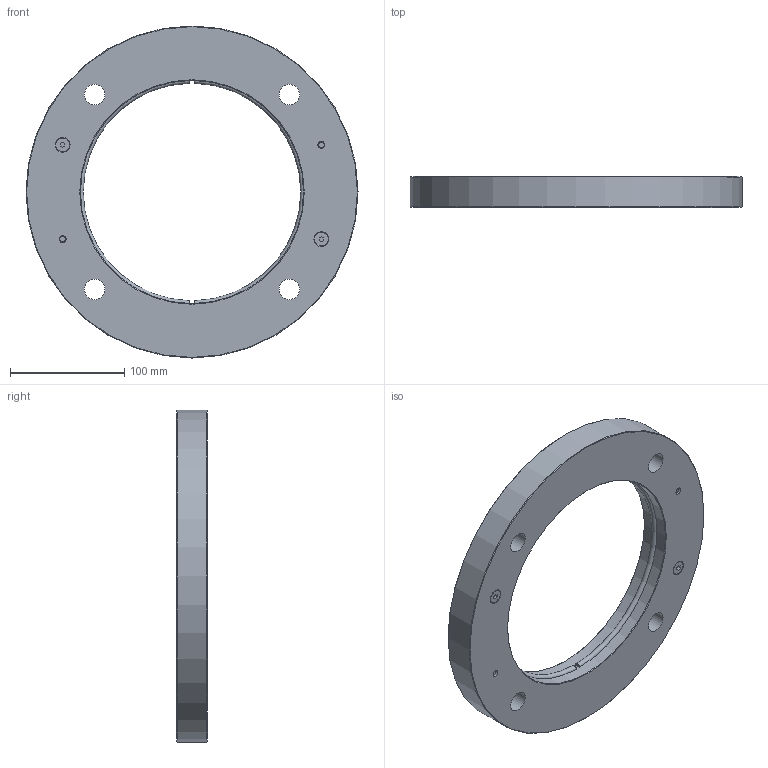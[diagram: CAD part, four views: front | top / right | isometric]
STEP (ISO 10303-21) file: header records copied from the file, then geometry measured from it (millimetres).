
FILE_DESCRIPTION(/* description */ (''),/* implementation_level */ '2;1');
FILE_NAME(/* name */ 'PNB-54-195.stp',/* time_stamp */ '2024-12-30T11:32:53-03:00',/* author */ ('Jefferson'),/* organization */ (''),/* preprocessor_version */ 'ST-DEVELOPER v19',/* originating_system */ 'Autodesk Inventor 2023',/* authorisation */ '');
FILE_SCHEMA (('AUTOMOTIVE_DESIGN { 1 0 10303 214 3 1 1 }'));
Length unit declared in the file: millimetre
Products named in the file (3): PNB-54-195; PNB-54-195_1; DIN 7991 - M6x25
Assembly tree (5 placements, depth 2):
  PNB-54-195
    PNB-54-195_1
    DIN 7991 - M6x25  x4
Bounding box: 290 x 27 x 290 mm (x, y, z)
Volume: 954592.4 mm3; surface area: 122963.5 mm2
Topology: 5 solids, 5 shells, 241 faces, 627 edges, 416 vertices
Faces by surface type: plane 133, bspline 68, cylinder 18, cone 16, torus 6
Full cylindrical faces by diameter (mm): 6 x8, 12 x4, 18 x4, 195 x1, 290 x1
Entity records: 6961 total; most frequent: CARTESIAN_POINT 2044, ORIENTED_EDGE 1062, DIRECTION 721, EDGE_CURVE 531, VERTEX_POINT 353, LINE 341, VECTOR 341, EDGE_LOOP 234
